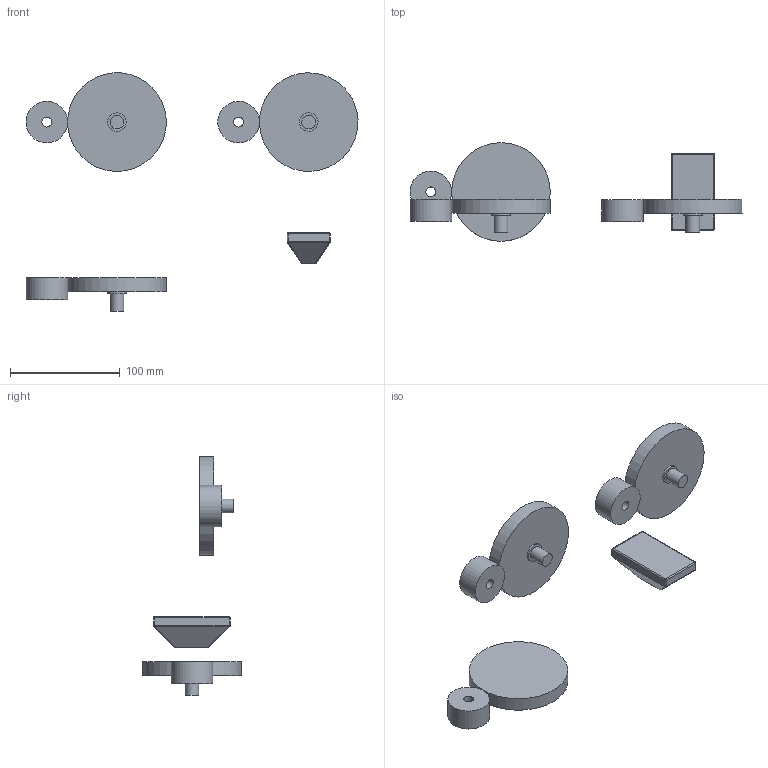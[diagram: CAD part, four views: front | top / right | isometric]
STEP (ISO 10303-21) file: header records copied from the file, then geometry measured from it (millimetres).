
FILE_DESCRIPTION(/* description */ (''),/* implementation_level */ '2;1');
FILE_NAME(/* name */ 'RBE3001Arm_Assembly_FakeGears.stp',/* time_stamp */ '2020-02-17T16:33:14-05:00',/* author */ ('Alex'),/* organization */ (''),/* preprocessor_version */ 'ST-DEVELOPER v17',/* originating_system */ 'Autodesk Inventor 2019',/* authorisation */ '');
FILE_SCHEMA (('AUTOMOTIVE_DESIGN { 1 0 10303 214 3 1 1 }'));
Length unit declared in the file: millimetre
Products named in the file (23): RBE3001Arm_Assembly; BaseFrame; basePlateEtching_SVG_Body_part_2; basePlateCut_SVG_Body_part_3; baseRight_Body_part_1; baseLeft_Body_part_0; baseCap_Body_part_4; Link1; 0_Link_baseEncoderCap0_limb_0_Part_5; 0_Link_sidePlate0_limb_0_Part_4; 0_Link_loadCellBlock_limb_0_Part_6; Link2; Link2_Frame1; Link2_Frame2; Link2_LoadCellBlock; DriveGear; Link3; Link3_Frame; Link3_LoadCellBlock; Link3_Cup1; Link3_Cup2; Gripper_LowRes; DrivenGear
Assembly tree (26 placements, depth 3):
  RBE3001Arm_Assembly
    BaseFrame
      basePlateEtching_SVG_Body_part_2
      basePlateCut_SVG_Body_part_3
      baseRight_Body_part_1
      baseLeft_Body_part_0
      baseCap_Body_part_4
      DriveGear
    Link1
      0_Link_baseEncoderCap0_limb_0_Part_5
      0_Link_sidePlate0_limb_0_Part_4
      0_Link_loadCellBlock_limb_0_Part_6
      DrivenGear
      DriveGear
    Link2
      Link2_Frame1
      Link2_Frame2
      Link2_LoadCellBlock
      DrivenGear
      DriveGear
    Link3
      Link3_Frame
      Link3_LoadCellBlock
      Link3_Cup1
      Link3_Cup2
      Gripper_LowRes
      DrivenGear
Bounding box: 302.96 x 90 x 217.5 mm (x, y, z)
Volume: 366839.8 mm3; surface area: 75243.5 mm2
Topology: 7 solids, 7 shells, 76 faces, 131 edges, 75 vertices
Faces by surface type: cylinder 36, plane 28, sphere 12
Full cylindrical faces by diameter (mm): 9 x3, 12.6 x3, 17 x3, 38 x3, 90 x3
Entity records: 2161 total; most frequent: DIRECTION 357, CARTESIAN_POINT 266, ORIENTED_EDGE 202, AXIS2_PLACEMENT_3D 154, EDGE_CURVE 101, EDGE_LOOP 58, VERTEX_POINT 55, FACE_OUTER_BOUND 54
